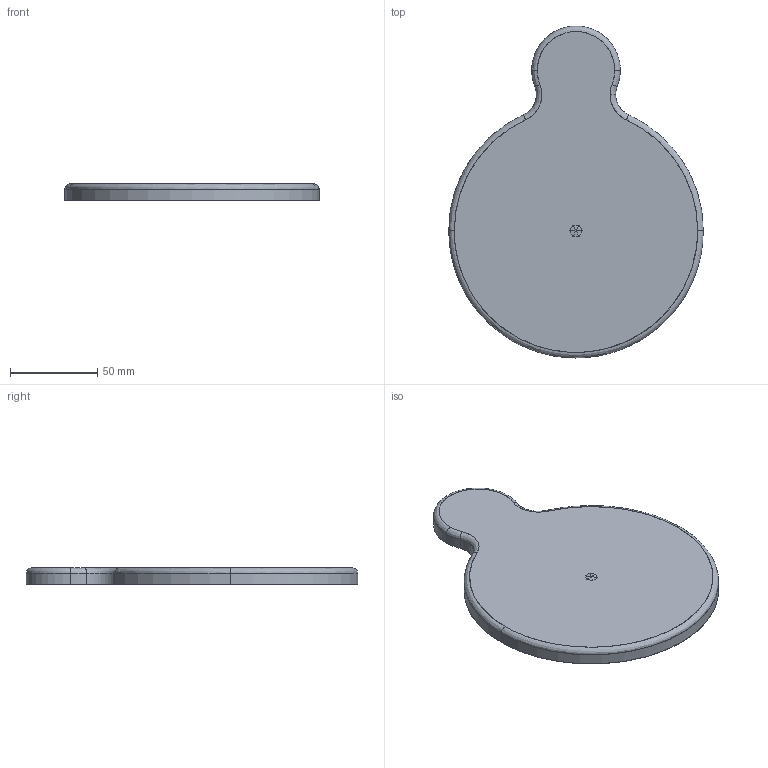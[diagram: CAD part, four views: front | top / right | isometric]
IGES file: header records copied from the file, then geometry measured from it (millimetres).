
Start section: SolidWorks IGES file using analytic representation for surfaces
Global section: file name: Grab_it.IGS; native system: SolidWorks 2005 by SolidWorks Corporation; preprocessor: SolidWorks 2005 by SolidWorks Corporation; author: Jay Shoemaker; date: 060327.153727; units: inch
Bounding box: 146.05 x 190.5 x 9.75 mm (x, y, z)
Surface area: 45662.3 mm2 (no closed solid volume)
Topology: 0 solids, 0 shells, 45 faces, 512 edges, 512 vertices
Faces by surface type: bspline 27, revolution 18
